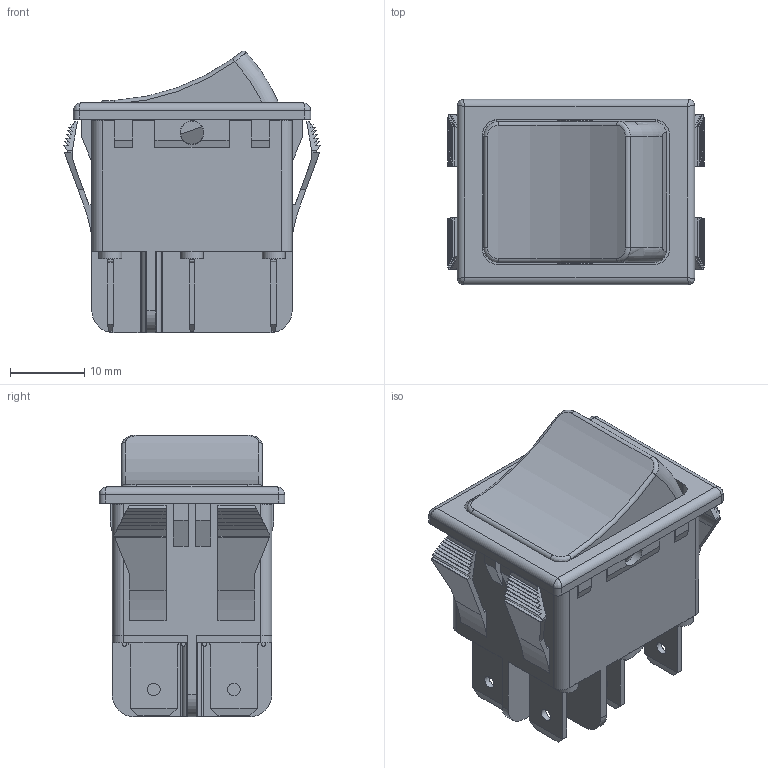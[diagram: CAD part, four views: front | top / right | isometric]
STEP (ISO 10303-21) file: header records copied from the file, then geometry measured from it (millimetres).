
FILE_DESCRIPTION(/* description */ (''),/* implementation_level */ '2;1');
FILE_NAME(/* name */ 'RB24GDxx00.stp',/* time_stamp */ '2025-06-03T10:07:10-05:00',/* author */ ('mroman'),/* organization */ (''),/* preprocessor_version */ 'ST-DEVELOPER v18.1',/* originating_system */ 'Autodesk Inventor 2022',/* authorisation */ '');
FILE_SCHEMA (('AUTOMOTIVE_DESIGN { 1 0 10303 214 3 1 1 }'));
Length unit declared in the file: centimetre
Products named in the file (1): RB24GDxx00
Bounding box: 34.56 x 25 x 38 mm (x, y, z)
Volume: 5626.3 mm3; surface area: 10436.9 mm2
Topology: 2 solids, 2 shells, 579 faces, 1563 edges, 1008 vertices
Faces by surface type: plane 454, cylinder 107, torus 10, bspline 8
Full cylindrical faces by diameter (mm): 1.7 x6, 3.2 x2
Entity records: 18513 total; most frequent: CARTESIAN_POINT 3839, ORIENTED_EDGE 3118, DIRECTION 2901, EDGE_CURVE 1559, LINE 1289, VECTOR 1289, VERTEX_POINT 1008, AXIS2_PLACEMENT_3D 806
